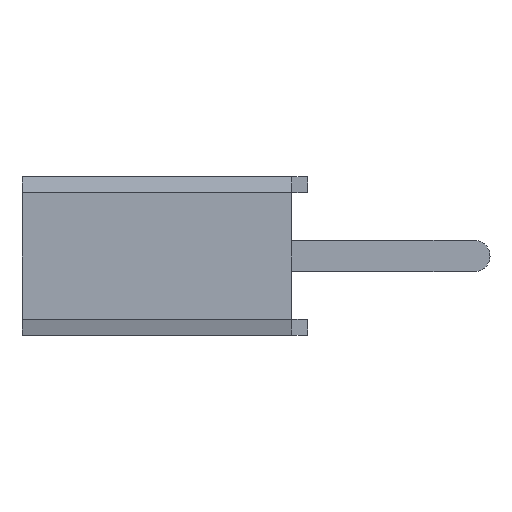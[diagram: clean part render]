
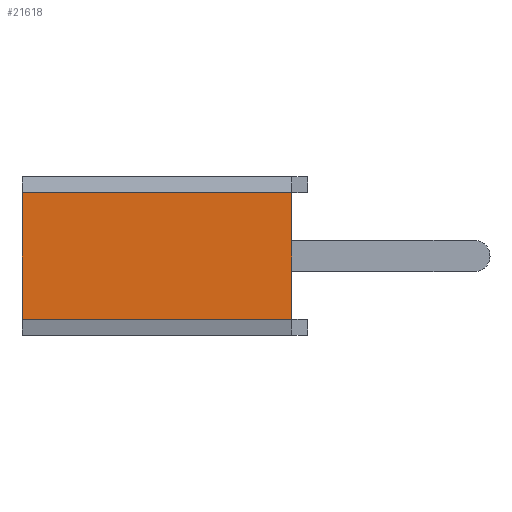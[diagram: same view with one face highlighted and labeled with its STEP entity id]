
A CAD part, left-side view. The second image highlights one B-rep face of the part: STEP entity #21618.
In plain terms, the highlighted planar face has unit normal (-1, 0, 0).
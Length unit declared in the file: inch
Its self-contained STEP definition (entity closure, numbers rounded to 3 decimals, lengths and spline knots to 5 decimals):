
#2073 = DIRECTION ( 'NONE',  ( 0., 0., -1. ) ) ;
#2074 = DIRECTION ( 'NONE',  ( 1., 0., 0. ) ) ;
#2075 = CARTESIAN_POINT ( 'NONE',  ( -0.6, 0.085, 0.05 ) ) ;
#2076 = AXIS2_PLACEMENT_3D ( 'NONE', #2075, #2074, #2073 ) ;
#2077 = PLANE ( 'NONE',  #2076 ) ;
#2078 = FACE_OUTER_BOUND ( 'NONE', #21619, .T. ) ;
#2208 = DIRECTION ( 'NONE',  ( 0., 1., 0. ) ) ;
#2209 = VECTOR ( 'NONE', #2208, 39.37008 ) ;
#2210 = CARTESIAN_POINT ( 'NONE',  ( -0.6, 0.085, 0.04 ) ) ;
#2211 = LINE ( 'NONE', #2210, #2209 ) ;
#2212 = DIRECTION ( 'NONE',  ( 0., -1., 0. ) ) ;
#2213 = VECTOR ( 'NONE', #2212, 39.37008 ) ;
#2214 = CARTESIAN_POINT ( 'NONE',  ( -0.6, 0.085, -0.04 ) ) ;
#2215 = LINE ( 'NONE', #2214, #2213 ) ;
#2216 = CARTESIAN_POINT ( 'NONE',  ( -0.6, 0.085, -0.04 ) ) ;
#2217 = CARTESIAN_POINT ( 'NONE',  ( -0.6, 0.085, 0.04 ) ) ;
#2218 = DIRECTION ( 'NONE',  ( 0., 0., -1. ) ) ;
#2219 = VECTOR ( 'NONE', #2218, 39.37008 ) ;
#2220 = CARTESIAN_POINT ( 'NONE',  ( -0.6, 0.085, 0.05 ) ) ;
#2221 = LINE ( 'NONE', #2220, #2219 ) ;
#20416 = VERTEX_POINT ( 'NONE', #34767 ) ;
#20418 = EDGE_CURVE ( 'NONE', #20416, #20419, #34766, .T. ) ;
#20419 = VERTEX_POINT ( 'NONE', #34762 ) ;
#21618 = ADVANCED_FACE ( 'NONE', ( #2078 ), #2077, .F. ) ;
#21619 = EDGE_LOOP ( 'NONE', ( #21620, #21680, #21682, #21683 ) ) ;
#21620 = ORIENTED_EDGE ( 'NONE', *, *, #21677, .T. ) ;
#21677 = EDGE_CURVE ( 'NONE', #21678, #21679, #2221, .T. ) ;
#21678 = VERTEX_POINT ( 'NONE', #2217 ) ;
#21679 = VERTEX_POINT ( 'NONE', #2216 ) ;
#21680 = ORIENTED_EDGE ( 'NONE', *, *, #21681, .T. ) ;
#21681 = EDGE_CURVE ( 'NONE', #21679, #20419, #2215, .T. ) ;
#21682 = ORIENTED_EDGE ( 'NONE', *, *, #20418, .F. ) ;
#21683 = ORIENTED_EDGE ( 'NONE', *, *, #21684, .T. ) ;
#21684 = EDGE_CURVE ( 'NONE', #20416, #21678, #2211, .T. ) ;
#34762 = CARTESIAN_POINT ( 'NONE',  ( -0.6, -0.085, -0.04 ) ) ;
#34763 = DIRECTION ( 'NONE',  ( 0., 0., -1. ) ) ;
#34764 = VECTOR ( 'NONE', #34763, 39.37008 ) ;
#34765 = CARTESIAN_POINT ( 'NONE',  ( -0.6, -0.085, 0.05 ) ) ;
#34766 = LINE ( 'NONE', #34765, #34764 ) ;
#34767 = CARTESIAN_POINT ( 'NONE',  ( -0.6, -0.085, 0.04 ) ) ;
